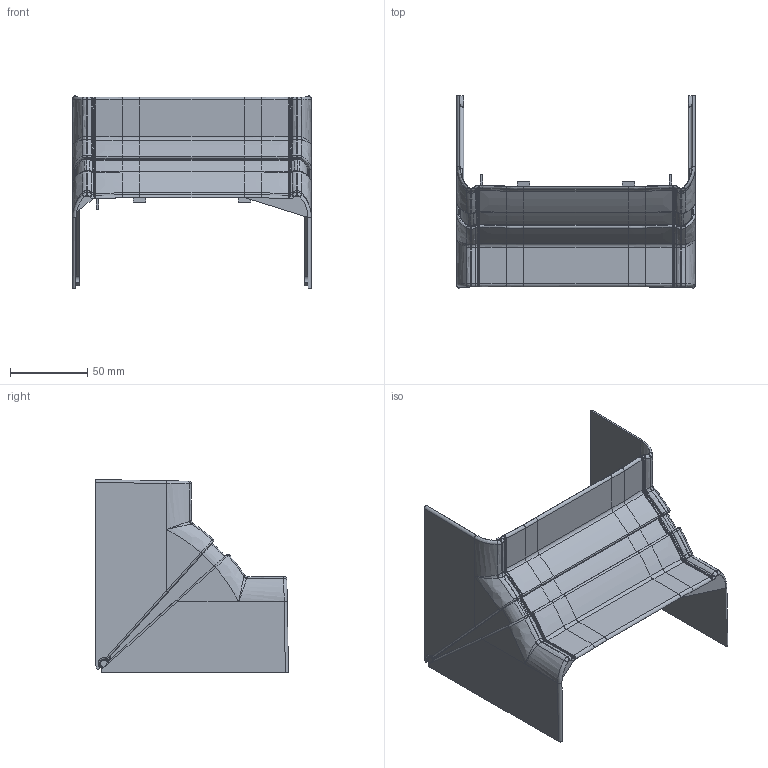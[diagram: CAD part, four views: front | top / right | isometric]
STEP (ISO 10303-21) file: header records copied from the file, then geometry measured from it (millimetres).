
FILE_DESCRIPTION (( 'STEP AP214' ), '1' );
FILE_NAME ('ÀÃÈÅ 010.20.000_Âíóòðåííèé èçìåíÿåìûé óãîë äëÿ Ê.Ê.Ïðàéìåð 150õ60_èçì.1.STEP', '2016-07-19T08:17:20', ( '' ), ( '' ), 'SwSTEP 2.0', 'SolidWorks 2014', '' );
FILE_SCHEMA (( 'AUTOMOTIVE_DESIGN' ));
Length unit declared in the file: millimetre
Products named in the file (1): ÀÃÈÅ 010.20.000_Âíóòðåííèé èçìåíÿåìûé óãîë äëÿ Ê.Ê.Ïðàéìåð 150õ60_èçì.1
Bounding box: 154.46 x 124.97 x 124.97 mm (x, y, z)
Volume: 82183.1 mm3; surface area: 85048.7 mm2
Topology: 2 solids, 7 shells, 929 faces, 2372 edges, 1449 vertices
Faces by surface type: bspline 636, cylinder 166, plane 123, cone 4
Entity records: 60051 total; most frequent: CARTESIAN_POINT 43185, ORIENTED_EDGE 4720, EDGE_CURVE 2360, B_SPLINE_CURVE_WITH_KNOTS 1653, VERTEX_POINT 1449, DIRECTION 1442, EDGE_LOOP 933, ADVANCED_FACE 929
